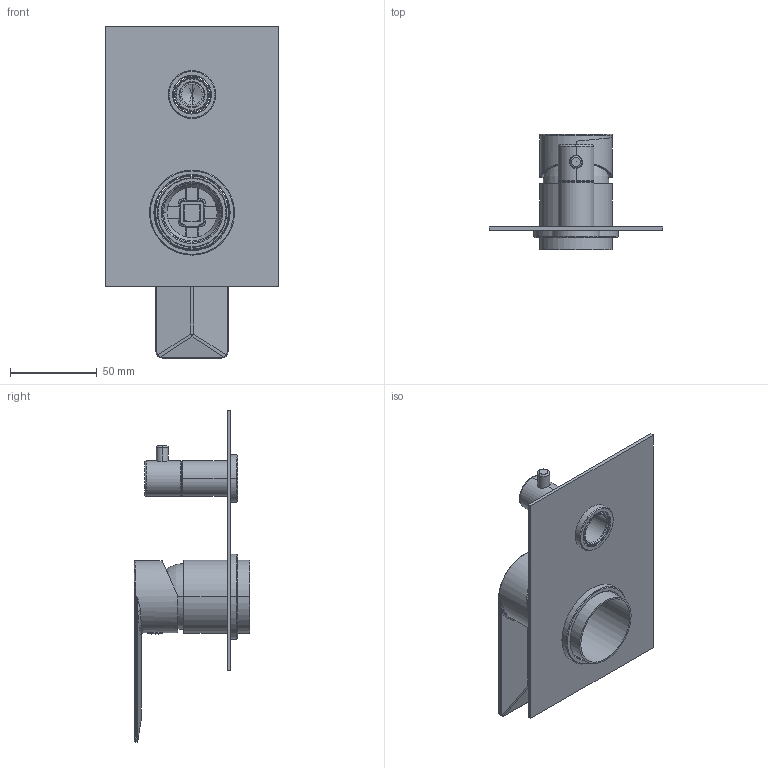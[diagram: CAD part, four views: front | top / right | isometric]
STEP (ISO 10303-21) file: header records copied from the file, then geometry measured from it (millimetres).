
FILE_DESCRIPTION((''),'2;1');
FILE_NAME('AAYA608E001','2022-09-02T10:12:53',('Michela Ferrini'),(''),'CREO PARAMETRIC BY PTC INC, 2020281','CREO PARAMETRIC BY PTC INC, 2020281','');
FILE_SCHEMA(('CONFIG_CONTROL_DESIGN'));
Length unit declared in the file: millimetre
Products named in the file (12): SINMAC0008_AF0; SCCMAC0005; AAYA005C001; SPLMAC0001; SDVMAC0005_AF0; AOTT005C003; AOTT005C004; AOTT608C001_AF0; AOTT608C002_AF0; AOTT608C003_AF0; AOTT608W001_AF0; AAYA608E001
Assembly tree (11 placements, depth 3):
  AAYA608E001
    SINMAC0008_AF0
    SCCMAC0005
    AAYA005C001
    SPLMAC0001
    SDVMAC0005_AF0
    AOTT005C003
    AOTT005C004
    AOTT608W001_AF0
      AOTT608C001_AF0
      AOTT608C002_AF0
      AOTT608C003_AF0
Bounding box: 100 x 66.5 x 191.25 mm (x, y, z)
Volume: 59302.5 mm3; surface area: 66973.2 mm2
Topology: 10 solids, 13 shells, 298 faces, 705 edges, 442 vertices
Faces by surface type: cylinder 85, plane 80, cone 55, torus 35, bspline 32, sphere 11
Entity records: 10753 total; most frequent: CARTESIAN_POINT 3639, DIRECTION 1537, ORIENTED_EDGE 1358, EDGE_CURVE 686, AXIS2_PLACEMENT_3D 636, VERTEX_POINT 416, EDGE_LOOP 326, CIRCLE 310
